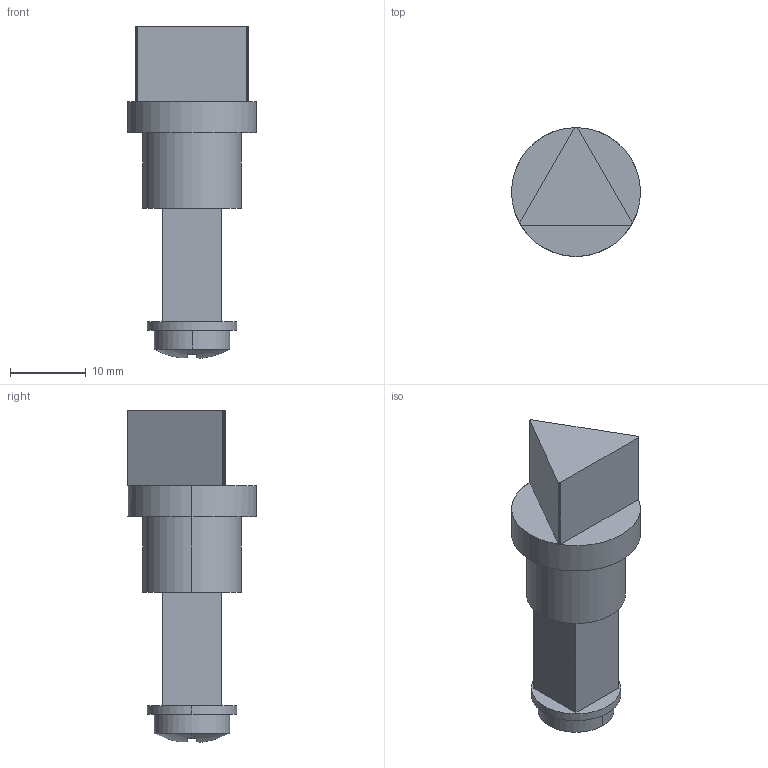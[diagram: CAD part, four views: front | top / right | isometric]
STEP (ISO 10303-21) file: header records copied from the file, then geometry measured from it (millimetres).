
FILE_DESCRIPTION (( 'STEP AP203' ), '1' );
FILE_NAME ('8093-15.STEP', '2022-02-09T13:58:44', ( '' ), ( '' ), 'SwSTEP 2.0', 'SolidWorks 2018', '' );
FILE_SCHEMA (( 'CONFIG_CONTROL_DESIGN' ));
Length unit declared in the file: millimetre
Products named in the file (7): 8093-XX Teil2; 8093-XX Teil2_8093-XX Teil2; 8093-XX Teil1_8093-15 Teil1; DIN 7045_M5x12; DIN 7045; 8093-15; 8093-XX Teil1
Assembly tree (3 placements, depth 2):
  8093-XX Teil2
  DIN 7045
  8093-15
    8093-XX Teil1_8093-15 Teil1
    8093-XX Teil2_8093-XX Teil2
    DIN 7045_M5x12
  8093-XX Teil1
Bounding box: 17 x 17 x 43.77 mm (x, y, z)
Volume: 4508.1 mm3; surface area: 2902.5 mm2
Topology: 3 solids, 3 shells, 312 faces, 832 edges, 551 vertices
Faces by surface type: plane 156, bspline 125, cylinder 21, cone 8, sphere 2
Entity records: 16232 total; most frequent: CARTESIAN_POINT 8609, ORIENTED_EDGE 1660, DIRECTION 1044, EDGE_CURVE 830, VERTEX_POINT 551, LINE 504, VECTOR 504, EDGE_LOOP 341
